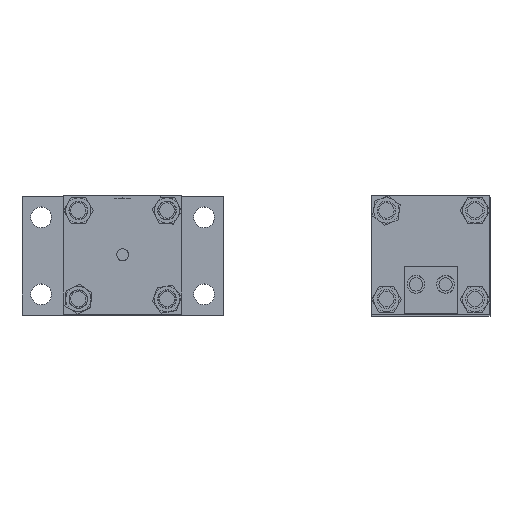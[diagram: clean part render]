
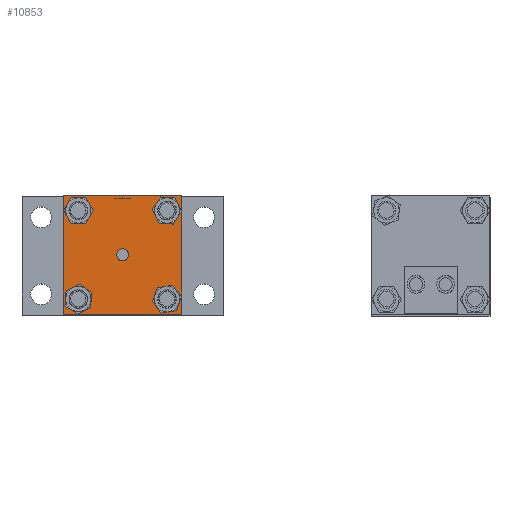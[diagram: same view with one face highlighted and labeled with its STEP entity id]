
A CAD part, top view. The second image highlights one B-rep face of the part: STEP entity #10853.
In plain terms, the highlighted planar face has unit normal (0, 0, 1).
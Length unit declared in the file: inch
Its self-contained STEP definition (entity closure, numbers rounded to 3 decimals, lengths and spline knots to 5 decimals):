
#19 = DIRECTION ( 'NONE',  ( 1., 0., 0. ) ) ;
#60 = DIRECTION ( 'NONE',  ( 0., 0., 1. ) ) ;
#457 = VERTEX_POINT ( 'NONE', #12691 ) ;
#562 = CIRCLE ( 'NONE', #3146, 0.188 ) ;
#597 = CARTESIAN_POINT ( 'NONE',  ( 7.02246, 9.26306, 0.5 ) ) ;
#784 = EDGE_CURVE ( 'NONE', #8762, #1539, #2819, .T. ) ;
#905 = CARTESIAN_POINT ( 'NONE',  ( 4.96446, 9.26306, 0.5 ) ) ;
#913 = CARTESIAN_POINT ( 'NONE',  ( 5.15246, 9.26306, 0.5 ) ) ;
#977 = PLANE ( 'NONE',  #5534 ) ;
#982 = DIRECTION ( 'NONE',  ( 0., 0., 1. ) ) ;
#1062 = EDGE_CURVE ( 'NONE', #457, #10028, #10816, .T. ) ;
#1124 = ORIENTED_EDGE ( 'NONE', *, *, #1062, .F. ) ;
#1197 = CARTESIAN_POINT ( 'NONE',  ( 7.14946, 9.57806, 0.5 ) ) ;
#1235 = EDGE_CURVE ( 'NONE', #3266, #2507, #3428, .T. ) ;
#1280 = DIRECTION ( 'NONE',  ( 1., 0., 0. ) ) ;
#1476 = DIRECTION ( 'NONE',  ( 0., -1., 0. ) ) ;
#1539 = VERTEX_POINT ( 'NONE', #11343 ) ;
#1554 = CARTESIAN_POINT ( 'NONE',  ( 4.64946, 9.57806, 0.5 ) ) ;
#1791 = DIRECTION ( 'NONE',  ( 1., 0., 0. ) ) ;
#2121 = DIRECTION ( 'NONE',  ( 1., 0., 0. ) ) ;
#2128 = FACE_OUTER_BOUND ( 'NONE', #9829, .T. ) ;
#2173 = LINE ( 'NONE', #3086, #6862 ) ;
#2219 = DIRECTION ( 'NONE',  ( 1., 0., 0. ) ) ;
#2444 = FACE_BOUND ( 'NONE', #7879, .T. ) ;
#2456 = FACE_BOUND ( 'NONE', #5716, .T. ) ;
#2487 = VERTEX_POINT ( 'NONE', #5251 ) ;
#2489 = ORIENTED_EDGE ( 'NONE', *, *, #3319, .F. ) ;
#2507 = VERTEX_POINT ( 'NONE', #1197 ) ;
#2515 = CARTESIAN_POINT ( 'NONE',  ( 7.14946, 7.07806, 0.5 ) ) ;
#2530 = CARTESIAN_POINT ( 'NONE',  ( 4.64946, 5.57249, 0.5 ) ) ;
#2740 = DIRECTION ( 'NONE',  ( 1., 0., 0. ) ) ;
#2819 = CIRCLE ( 'NONE', #8699, 0.12655 ) ;
#3019 = DIRECTION ( 'NONE',  ( 0., 0., 1. ) ) ;
#3040 = CARTESIAN_POINT ( 'NONE',  ( 4.77646, 9.26306, 0.5 ) ) ;
#3051 = CIRCLE ( 'NONE', #3559, 0.188 ) ;
#3086 = CARTESIAN_POINT ( 'NONE',  ( 5.89946, 7.07806, 0.5 ) ) ;
#3093 = FACE_BOUND ( 'NONE', #7685, .T. ) ;
#3146 = AXIS2_PLACEMENT_3D ( 'NONE', #4279, #5184, #1280 ) ;
#3266 = VERTEX_POINT ( 'NONE', #1554 ) ;
#3294 = EDGE_LOOP ( 'NONE', ( #2489, #6920 ) ) ;
#3319 = EDGE_CURVE ( 'NONE', #2487, #10208, #12493, .T. ) ;
#3419 = LINE ( 'NONE', #4518, #7346 ) ;
#3428 = LINE ( 'NONE', #4881, #7204 ) ;
#3454 = EDGE_CURVE ( 'NONE', #9993, #12150, #7773, .T. ) ;
#3459 = ORIENTED_EDGE ( 'NONE', *, *, #5520, .T. ) ;
#3546 = CARTESIAN_POINT ( 'NONE',  ( 7.02246, 7.39306, 0.5 ) ) ;
#3559 = AXIS2_PLACEMENT_3D ( 'NONE', #8964, #3019, #5057 ) ;
#3560 = CARTESIAN_POINT ( 'NONE',  ( 6.64646, 9.26306, 0.5 ) ) ;
#3661 = ORIENTED_EDGE ( 'NONE', *, *, #3454, .F. ) ;
#3745 = DIRECTION ( 'NONE',  ( 0., 0., 1. ) ) ;
#3901 = ORIENTED_EDGE ( 'NONE', *, *, #8403, .T. ) ;
#4095 = DIRECTION ( 'NONE',  ( 1., 0., 0. ) ) ;
#4243 = AXIS2_PLACEMENT_3D ( 'NONE', #5491, #8519, #2121 ) ;
#4279 = CARTESIAN_POINT ( 'NONE',  ( 4.96446, 9.26306, 0.5 ) ) ;
#4282 = CIRCLE ( 'NONE', #10242, 0.188 ) ;
#4518 = CARTESIAN_POINT ( 'NONE',  ( 7.14946, 5.57249, 0.5 ) ) ;
#4632 = ORIENTED_EDGE ( 'NONE', *, *, #8968, .F. ) ;
#4745 = CARTESIAN_POINT ( 'NONE',  ( 6.83446, 7.39306, 0.5 ) ) ;
#4788 = FACE_BOUND ( 'NONE', #7092, .T. ) ;
#4821 = ORIENTED_EDGE ( 'NONE', *, *, #5687, .F. ) ;
#4881 = CARTESIAN_POINT ( 'NONE',  ( 5.89946, 9.57806, 0.5 ) ) ;
#5057 = DIRECTION ( 'NONE',  ( 1., 0., 0. ) ) ;
#5184 = DIRECTION ( 'NONE',  ( 0., 0., 1. ) ) ;
#5251 = CARTESIAN_POINT ( 'NONE',  ( 5.15246, 7.39306, 0.5 ) ) ;
#5464 = DIRECTION ( 'NONE',  ( 1., 0., 0. ) ) ;
#5491 = CARTESIAN_POINT ( 'NONE',  ( 5.89946, 8.32806, 0.5 ) ) ;
#5520 = EDGE_CURVE ( 'NONE', #5874, #7482, #2173, .T. ) ;
#5534 = AXIS2_PLACEMENT_3D ( 'NONE', #10982, #6918, #9135 ) ;
#5687 = EDGE_CURVE ( 'NONE', #2507, #7482, #3419, .T. ) ;
#5716 = EDGE_LOOP ( 'NONE', ( #3661, #4632 ) ) ;
#5742 = CARTESIAN_POINT ( 'NONE',  ( 4.64946, 7.07806, 0.5 ) ) ;
#5874 = VERTEX_POINT ( 'NONE', #5742 ) ;
#6009 = DIRECTION ( 'NONE',  ( 1., 0., 0. ) ) ;
#6010 = AXIS2_PLACEMENT_3D ( 'NONE', #4745, #11791, #12779 ) ;
#6021 = ORIENTED_EDGE ( 'NONE', *, *, #10253, .F. ) ;
#6388 = FACE_BOUND ( 'NONE', #3294, .T. ) ;
#6586 = EDGE_CURVE ( 'NONE', #7829, #11885, #562, .T. ) ;
#6862 = VECTOR ( 'NONE', #4095, 39.37008 ) ;
#6918 = DIRECTION ( 'NONE',  ( 0., 0., 1. ) ) ;
#6920 = ORIENTED_EDGE ( 'NONE', *, *, #7888, .F. ) ;
#7092 = EDGE_LOOP ( 'NONE', ( #6021, #1124 ) ) ;
#7146 = ORIENTED_EDGE ( 'NONE', *, *, #1235, .F. ) ;
#7183 = ORIENTED_EDGE ( 'NONE', *, *, #8055, .F. ) ;
#7204 = VECTOR ( 'NONE', #1791, 39.37008 ) ;
#7229 = CARTESIAN_POINT ( 'NONE',  ( 6.83446, 7.39306, 0.5 ) ) ;
#7261 = CARTESIAN_POINT ( 'NONE',  ( 6.83446, 9.26306, 0.5 ) ) ;
#7346 = VECTOR ( 'NONE', #1476, 39.37008 ) ;
#7482 = VERTEX_POINT ( 'NONE', #2515 ) ;
#7599 = VECTOR ( 'NONE', #10607, 39.37008 ) ;
#7685 = EDGE_LOOP ( 'NONE', ( #10716, #12462 ) ) ;
#7773 = CIRCLE ( 'NONE', #7790, 0.188 ) ;
#7790 = AXIS2_PLACEMENT_3D ( 'NONE', #12122, #9955, #19 ) ;
#7829 = VERTEX_POINT ( 'NONE', #913 ) ;
#7879 = EDGE_LOOP ( 'NONE', ( #11922, #7183 ) ) ;
#7888 = EDGE_CURVE ( 'NONE', #10208, #2487, #3051, .T. ) ;
#7926 = LINE ( 'NONE', #2530, #7599 ) ;
#8038 = CARTESIAN_POINT ( 'NONE',  ( 5.89946, 8.32806, 0.5 ) ) ;
#8055 = EDGE_CURVE ( 'NONE', #1539, #8762, #9491, .T. ) ;
#8109 = CIRCLE ( 'NONE', #8482, 0.188 ) ;
#8403 = EDGE_CURVE ( 'NONE', #3266, #5874, #7926, .T. ) ;
#8482 = AXIS2_PLACEMENT_3D ( 'NONE', #905, #11058, #6009 ) ;
#8519 = DIRECTION ( 'NONE',  ( 0., 0., 1. ) ) ;
#8699 = AXIS2_PLACEMENT_3D ( 'NONE', #8038, #982, #9046 ) ;
#8762 = VERTEX_POINT ( 'NONE', #12248 ) ;
#8964 = CARTESIAN_POINT ( 'NONE',  ( 4.96446, 7.39306, 0.5 ) ) ;
#8968 = EDGE_CURVE ( 'NONE', #12150, #9993, #4282, .T. ) ;
#9046 = DIRECTION ( 'NONE',  ( 1., 0., 0. ) ) ;
#9135 = DIRECTION ( 'NONE',  ( 1., 0., 0. ) ) ;
#9491 = CIRCLE ( 'NONE', #4243, 0.12655 ) ;
#9815 = AXIS2_PLACEMENT_3D ( 'NONE', #10920, #3745, #2740 ) ;
#9829 = EDGE_LOOP ( 'NONE', ( #7146, #3901, #3459, #4821 ) ) ;
#9955 = DIRECTION ( 'NONE',  ( 0., 0., 1. ) ) ;
#9993 = VERTEX_POINT ( 'NONE', #597 ) ;
#10028 = VERTEX_POINT ( 'NONE', #3546 ) ;
#10087 = AXIS2_PLACEMENT_3D ( 'NONE', #7229, #60, #2219 ) ;
#10208 = VERTEX_POINT ( 'NONE', #12218 ) ;
#10242 = AXIS2_PLACEMENT_3D ( 'NONE', #7261, #11612, #5464 ) ;
#10253 = EDGE_CURVE ( 'NONE', #10028, #457, #12050, .T. ) ;
#10607 = DIRECTION ( 'NONE',  ( 0., -1., 0. ) ) ;
#10716 = ORIENTED_EDGE ( 'NONE', *, *, #6586, .F. ) ;
#10816 = CIRCLE ( 'NONE', #6010, 0.188 ) ;
#10838 = EDGE_CURVE ( 'NONE', #11885, #7829, #8109, .T. ) ;
#10853 = ADVANCED_FACE ( 'NONE', ( #4788, #2456, #3093, #6388, #2128, #2444 ), #977, .T. ) ;
#10920 = CARTESIAN_POINT ( 'NONE',  ( 4.96446, 7.39306, 0.5 ) ) ;
#10982 = CARTESIAN_POINT ( 'NONE',  ( 5.89946, 5.57249, 0.5 ) ) ;
#11058 = DIRECTION ( 'NONE',  ( 0., 0., 1. ) ) ;
#11343 = CARTESIAN_POINT ( 'NONE',  ( 6.02601, 8.32806, 0.5 ) ) ;
#11612 = DIRECTION ( 'NONE',  ( 0., 0., 1. ) ) ;
#11791 = DIRECTION ( 'NONE',  ( 0., 0., 1. ) ) ;
#11885 = VERTEX_POINT ( 'NONE', #3040 ) ;
#11922 = ORIENTED_EDGE ( 'NONE', *, *, #784, .F. ) ;
#12050 = CIRCLE ( 'NONE', #10087, 0.188 ) ;
#12122 = CARTESIAN_POINT ( 'NONE',  ( 6.83446, 9.26306, 0.5 ) ) ;
#12150 = VERTEX_POINT ( 'NONE', #3560 ) ;
#12218 = CARTESIAN_POINT ( 'NONE',  ( 4.77646, 7.39306, 0.5 ) ) ;
#12248 = CARTESIAN_POINT ( 'NONE',  ( 5.77291, 8.32806, 0.5 ) ) ;
#12462 = ORIENTED_EDGE ( 'NONE', *, *, #10838, .F. ) ;
#12493 = CIRCLE ( 'NONE', #9815, 0.188 ) ;
#12691 = CARTESIAN_POINT ( 'NONE',  ( 6.64646, 7.39306, 0.5 ) ) ;
#12779 = DIRECTION ( 'NONE',  ( 1., 0., 0. ) ) ;
